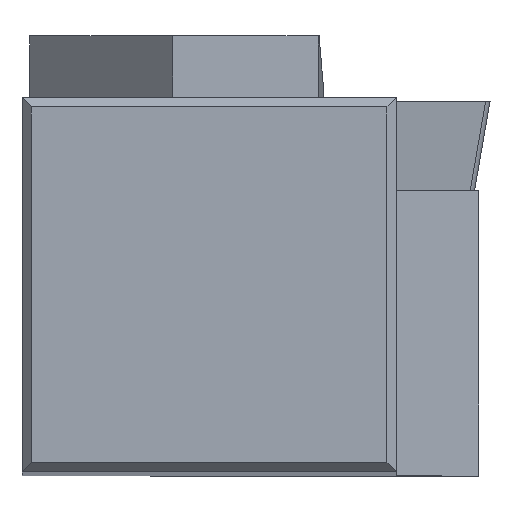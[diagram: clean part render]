
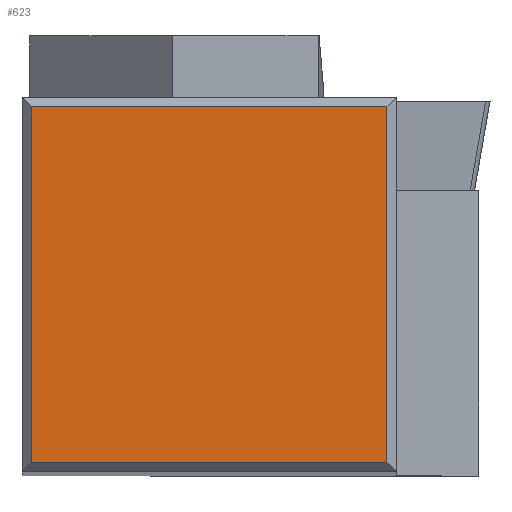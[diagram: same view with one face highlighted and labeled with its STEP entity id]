
A CAD part, top view. The second image highlights one B-rep face of the part: STEP entity #623.
In plain terms, the highlighted planar face has unit normal (0, 0, 1).
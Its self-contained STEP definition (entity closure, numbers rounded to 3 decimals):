
#112=DIRECTION('',(-1.,0.,0.));
#113=VECTOR('',#112,19.);
#114=CARTESIAN_POINT('',(19.5,19.5,0.));
#115=LINE('',#114,#113);
#119=DIRECTION('',(0.,1.,0.));
#120=VECTOR('',#119,19.);
#121=CARTESIAN_POINT('',(19.5,0.5,0.));
#122=LINE('',#121,#120);
#126=DIRECTION('',(1.,0.,0.));
#127=VECTOR('',#126,19.);
#128=CARTESIAN_POINT('',(0.5,0.5,0.));
#129=LINE('',#128,#127);
#133=DIRECTION('',(0.,-1.,0.));
#134=VECTOR('',#133,19.);
#135=CARTESIAN_POINT('',(0.5,19.5,0.));
#136=LINE('',#135,#134);
#536=CARTESIAN_POINT('',(19.5,19.5,0.));
#537=CARTESIAN_POINT('',(0.5,19.5,0.));
#538=VERTEX_POINT('',#536);
#539=VERTEX_POINT('',#537);
#540=CARTESIAN_POINT('',(0.5,0.5,0.));
#541=VERTEX_POINT('',#540);
#546=CARTESIAN_POINT('',(19.5,0.5,0.));
#547=VERTEX_POINT('',#546);
#608=CARTESIAN_POINT('',(0.,0.,0.));
#609=DIRECTION('',(0.,0.,-1.));
#610=DIRECTION('',(0.,1.,0.));
#611=AXIS2_PLACEMENT_3D('',#608,#609,#610);
#612=PLANE('',#611);
#614=ORIENTED_EDGE('',*,*,#613,.F.);
#616=ORIENTED_EDGE('',*,*,#615,.F.);
#618=ORIENTED_EDGE('',*,*,#617,.F.);
#620=ORIENTED_EDGE('',*,*,#619,.F.);
#621=EDGE_LOOP('',(#614,#616,#618,#620));
#622=FACE_OUTER_BOUND('',#621,.F.);
#613=EDGE_CURVE('',#538,#539,#115,.T.);
#615=EDGE_CURVE('',#547,#538,#122,.T.);
#617=EDGE_CURVE('',#541,#547,#129,.T.);
#619=EDGE_CURVE('',#539,#541,#136,.T.);
#623=ADVANCED_FACE('',(#622),#612,.F.);
